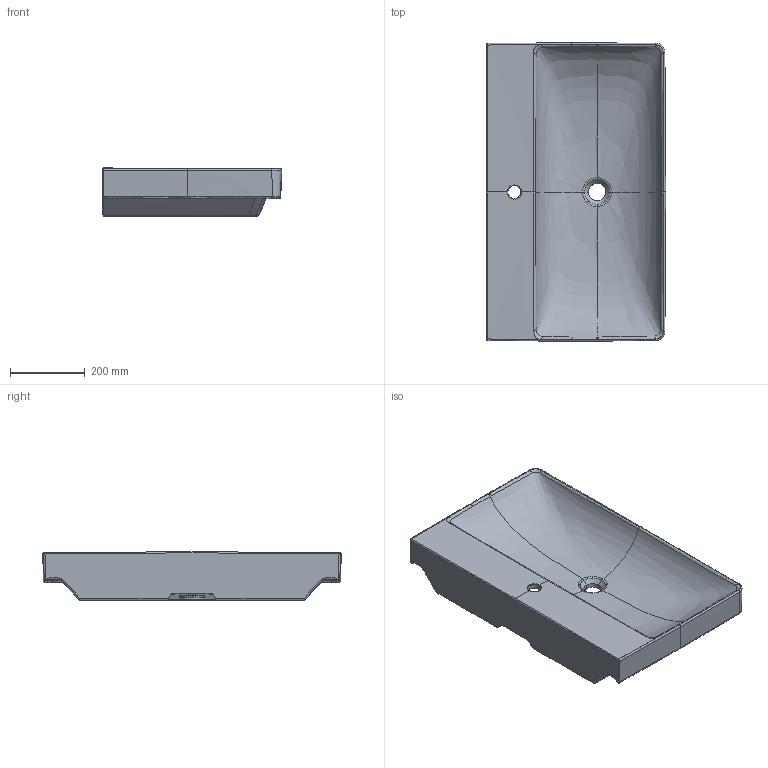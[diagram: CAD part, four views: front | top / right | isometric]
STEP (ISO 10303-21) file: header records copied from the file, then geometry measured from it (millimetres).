
FILE_DESCRIPTION(('CATIA V6 STEP','CAx-IF Rec.Pracs.--- Model Styling and Organization---1.5--- 2016-08-15','CAx-IF Rec.Pracs.---Supplemental Geometry---1.0---2011-11-01','CAx-IF Rec.Pracs.--- Composite Materials ---3.4---2017-06-13','CAx-IF Rec.Pracs.---Tessellated 3D Geometry---1.0---2015-12-17'),'2;1');
FILE_NAME('prd-HG-00200599.stp','2022-04-13T13:45:58+00:00',('none'),('none'),'3DEXPERIENCE Platform3DEXPERIENCE R2021x HotFix 8','3DEXPERIENCE Platform STEP AP242 v2','none');
FILE_SCHEMA(('AP242_MANAGED_MODEL_BASED_3D_ENGINEERING_MIM_LF {1 0 10303 442 1 1 4}'));
Products named in the file (1): P-2_HG_BetterHigh_WT_800_m.Hah.o.UEBL_SMC
Bounding box: 479.77 x 799.53 x 129.73 mm (x, y, z)
Volume: 15621366.4 mm3; surface area: 1209660.1 mm2
Topology: 1 solids, 1 shells, 229 faces, 596 edges, 363 vertices
Faces by surface type: bspline 206, plane 9, cylinder 8, revolution 4, sphere 2
Entity records: 156666 total; most frequent: CARTESIAN_POINT 152949, ORIENTED_EDGE 1188, EDGE_CURVE 594, B_SPLINE_CURVE_WITH_KNOTS 546, VERTEX_POINT 363, EDGE_LOOP 229, ADVANCED_FACE 229, FACE_OUTER_BOUND 229
